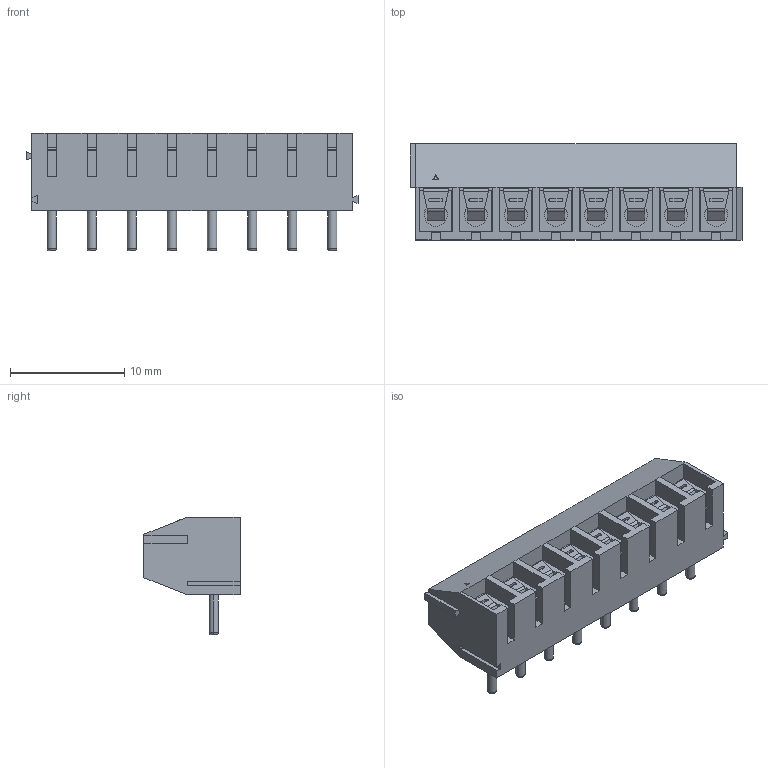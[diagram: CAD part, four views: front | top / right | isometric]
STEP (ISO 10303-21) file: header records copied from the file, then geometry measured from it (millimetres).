
FILE_DESCRIPTION (( 'STEP AP214' ), '1' );
FILE_NAME ('DG350R-3.5-08P-12-00AH.STEP', '2021-01-18T04:03:33', ( '' ), ( '' ), 'SwSTEP 2.0', 'SolidWorks 2020', '' );
FILE_SCHEMA (( 'AUTOMOTIVE_DESIGN' ));
Length unit declared in the file: millimetre
Products named in the file (1): DG350R-3.5-08P-12-00AH
Bounding box: 29 x 8.4 x 10.3 mm (x, y, z)
Volume: 1148.7 mm3; surface area: 2452.6 mm2
Topology: 1 solids, 1 shells, 834 faces, 2165 edges, 1392 vertices
Faces by surface type: plane 461, bspline 165, cylinder 120, torus 72, cone 16
Entity records: 41236 total; most frequent: CARTESIAN_POINT 14373, ORIENTED_EDGE 4330, DIRECTION 3527, EDGE_CURVE 2165, VERTEX_POINT 1392, LINE 1355, VECTOR 1355, AXIS2_PLACEMENT_3D 1086
